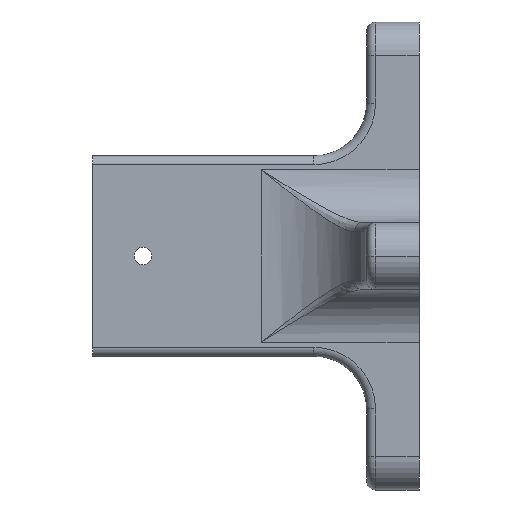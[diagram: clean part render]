
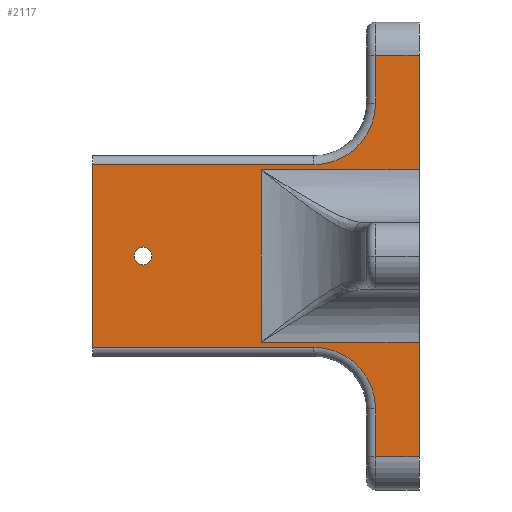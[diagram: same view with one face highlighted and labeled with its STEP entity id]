
A CAD part, left-side view. The second image highlights one B-rep face of the part: STEP entity #2117.
In plain terms, the highlighted planar face has unit normal (-1, 0, 0).
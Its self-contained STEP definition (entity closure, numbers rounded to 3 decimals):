
#14 = ORIENTED_EDGE ( 'NONE', *, *, #1755, .T. ) ;
#32 = CARTESIAN_POINT ( 'NONE',  ( -6.35, 62., 17.35 ) ) ;
#53 = EDGE_CURVE ( 'NONE', #210, #891, #573, .T. ) ;
#100 = DIRECTION ( 'NONE',  ( 0., 0., -1. ) ) ;
#113 = EDGE_CURVE ( 'NONE', #990, #1134, #1764, .T. ) ;
#137 = VECTOR ( 'NONE', #1347, 1000. ) ;
#143 = ORIENTED_EDGE ( 'NONE', *, *, #617, .T. ) ;
#154 = LINE ( 'NONE', #1558, #2292 ) ;
#172 = CARTESIAN_POINT ( 'NONE',  ( -6.35, 0., 16.35 ) ) ;
#210 = VERTEX_POINT ( 'NONE', #1836 ) ;
#219 = EDGE_CURVE ( 'NONE', #891, #1483, #1378, .T. ) ;
#226 = DIRECTION ( 'NONE',  ( 0., 1., 0. ) ) ;
#279 = EDGE_CURVE ( 'NONE', #452, #1644, #154, .T. ) ;
#295 = VECTOR ( 'NONE', #226, 1000. ) ;
#306 = EDGE_CURVE ( 'NONE', #1250, #714, #2099, .T. ) ;
#320 = VECTOR ( 'NONE', #324, 1000. ) ;
#324 = DIRECTION ( 'NONE',  ( 0., 0., -1. ) ) ;
#332 = DIRECTION ( 'NONE',  ( 1., 0., 0. ) ) ;
#337 = CARTESIAN_POINT ( 'NONE',  ( -6.35, 62., 19.05 ) ) ;
#351 = CARTESIAN_POINT ( 'NONE',  ( -6.35, 20., 29.05 ) ) ;
#383 = ORIENTED_EDGE ( 'NONE', *, *, #1514, .T. ) ;
#386 = ORIENTED_EDGE ( 'NONE', *, *, #699, .T. ) ;
#390 = CARTESIAN_POINT ( 'NONE',  ( -6.35, 52.475, 1.65 ) ) ;
#395 = ORIENTED_EDGE ( 'NONE', *, *, #2254, .T. ) ;
#423 = CARTESIAN_POINT ( 'NONE',  ( -6.35, 62., 17.35 ) ) ;
#452 = VERTEX_POINT ( 'NONE', #2230 ) ;
#462 = FACE_OUTER_BOUND ( 'NONE', #1749, .T. ) ;
#484 = LINE ( 'NONE', #498, #1975 ) ;
#498 = CARTESIAN_POINT ( 'NONE',  ( -6.35, 62., -38.1 ) ) ;
#531 = ORIENTED_EDGE ( 'NONE', *, *, #306, .T. ) ;
#533 = EDGE_CURVE ( 'NONE', #1134, #990, #1809, .T. ) ;
#573 = LINE ( 'NONE', #1286, #295 ) ;
#617 = EDGE_CURVE ( 'NONE', #2203, #1728, #1220, .T. ) ;
#622 = ORIENTED_EDGE ( 'NONE', *, *, #1901, .T. ) ;
#646 = CARTESIAN_POINT ( 'NONE',  ( -6.35, 20., -17.35 ) ) ;
#699 = EDGE_CURVE ( 'NONE', #954, #834, #1035, .T. ) ;
#714 = VERTEX_POINT ( 'NONE', #2110 ) ;
#775 = DIRECTION ( 'NONE',  ( 1., 0., 0. ) ) ;
#781 = CARTESIAN_POINT ( 'NONE',  ( -6.35, 30., -16.35 ) ) ;
#798 = ORIENTED_EDGE ( 'NONE', *, *, #1745, .T. ) ;
#817 = VERTEX_POINT ( 'NONE', #1155 ) ;
#827 = CIRCLE ( 'NONE', #1040, 11.7 ) ;
#834 = VERTEX_POINT ( 'NONE', #1537 ) ;
#847 = CARTESIAN_POINT ( 'NONE',  ( -6.35, 20., -29.05 ) ) ;
#858 = LINE ( 'NONE', #2107, #1442 ) ;
#891 = VERTEX_POINT ( 'NONE', #781 ) ;
#931 = VECTOR ( 'NONE', #1502, 1000. ) ;
#954 = VERTEX_POINT ( 'NONE', #1029 ) ;
#955 = CARTESIAN_POINT ( 'NONE',  ( -6.35, 62., -17.35 ) ) ;
#968 = CARTESIAN_POINT ( 'NONE',  ( -6.35, 52.475, 0. ) ) ;
#990 = VERTEX_POINT ( 'NONE', #2302 ) ;
#1029 = CARTESIAN_POINT ( 'NONE',  ( -6.35, 8.3, -29.05 ) ) ;
#1035 = LINE ( 'NONE', #1232, #2257 ) ;
#1040 = AXIS2_PLACEMENT_3D ( 'NONE', #847, #1888, #2256 ) ;
#1041 = VERTEX_POINT ( 'NONE', #2097 ) ;
#1059 = VECTOR ( 'NONE', #2095, 1000. ) ;
#1097 = DIRECTION ( 'NONE',  ( 0., 1., 0. ) ) ;
#1098 = ORIENTED_EDGE ( 'NONE', *, *, #1402, .T. ) ;
#1113 = ORIENTED_EDGE ( 'NONE', *, *, #279, .F. ) ;
#1134 = VERTEX_POINT ( 'NONE', #390 ) ;
#1155 = CARTESIAN_POINT ( 'NONE',  ( -6.35, 20., 17.35 ) ) ;
#1169 = CARTESIAN_POINT ( 'NONE',  ( -6.35, 30., 16.35 ) ) ;
#1191 = PLANE ( 'NONE',  #1341 ) ;
#1220 = LINE ( 'NONE', #1406, #1059 ) ;
#1232 = CARTESIAN_POINT ( 'NONE',  ( -6.35, 8.3, 19.05 ) ) ;
#1249 = AXIS2_PLACEMENT_3D ( 'NONE', #1865, #775, #100 ) ;
#1250 = VERTEX_POINT ( 'NONE', #1497 ) ;
#1270 = ORIENTED_EDGE ( 'NONE', *, *, #53, .T. ) ;
#1286 = CARTESIAN_POINT ( 'NONE',  ( -6.35, 30., -16.35 ) ) ;
#1328 = DIRECTION ( 'NONE',  ( 1., 0., 0. ) ) ;
#1330 = DIRECTION ( 'NONE',  ( 0., -1., 0. ) ) ;
#1341 = AXIS2_PLACEMENT_3D ( 'NONE', #337, #1397, #1748 ) ;
#1347 = DIRECTION ( 'NONE',  ( 0., 0., 1. ) ) ;
#1377 = VECTOR ( 'NONE', #1097, 1000. ) ;
#1378 = LINE ( 'NONE', #1915, #1955 ) ;
#1397 = DIRECTION ( 'NONE',  ( 1., 0., 0. ) ) ;
#1402 = EDGE_CURVE ( 'NONE', #1728, #1250, #2071, .T. ) ;
#1404 = AXIS2_PLACEMENT_3D ( 'NONE', #351, #332, #2130 ) ;
#1406 = CARTESIAN_POINT ( 'NONE',  ( -6.35, 0., 19.05 ) ) ;
#1442 = VECTOR ( 'NONE', #1906, 1000. ) ;
#1483 = VERTEX_POINT ( 'NONE', #1169 ) ;
#1490 = CARTESIAN_POINT ( 'NONE',  ( -6.35, 62., 38.1 ) ) ;
#1497 = CARTESIAN_POINT ( 'NONE',  ( -6.35, 8.3, 38.1 ) ) ;
#1502 = DIRECTION ( 'NONE',  ( 0., 1., 0. ) ) ;
#1514 = EDGE_CURVE ( 'NONE', #452, #1802, #1701, .T. ) ;
#1537 = CARTESIAN_POINT ( 'NONE',  ( -6.35, 8.3, -38.1 ) ) ;
#1540 = DIRECTION ( 'NONE',  ( 0., -1., 0. ) ) ;
#1558 = CARTESIAN_POINT ( 'NONE',  ( -6.35, 62., 19.05 ) ) ;
#1593 = LINE ( 'NONE', #32, #1377 ) ;
#1611 = EDGE_LOOP ( 'NONE', ( #1980, #2142 ) ) ;
#1629 = ORIENTED_EDGE ( 'NONE', *, *, #219, .T. ) ;
#1644 = VERTEX_POINT ( 'NONE', #423 ) ;
#1694 = ORIENTED_EDGE ( 'NONE', *, *, #1774, .T. ) ;
#1701 = LINE ( 'NONE', #955, #1718 ) ;
#1715 = CARTESIAN_POINT ( 'NONE',  ( -6.35, 0., 19.05 ) ) ;
#1718 = VECTOR ( 'NONE', #1330, 1000. ) ;
#1726 = DIRECTION ( 'NONE',  ( 0., 0., -1. ) ) ;
#1728 = VERTEX_POINT ( 'NONE', #2265 ) ;
#1745 = EDGE_CURVE ( 'NONE', #834, #1041, #484, .T. ) ;
#1748 = DIRECTION ( 'NONE',  ( 0., 0., -1. ) ) ;
#1749 = EDGE_LOOP ( 'NONE', ( #1113, #383, #14, #386, #798, #1883, #1270, #1629, #1694, #143, #1098, #531, #622, #395 ) ) ;
#1753 = DIRECTION ( 'NONE',  ( 0., 0., 1. ) ) ;
#1755 = EDGE_CURVE ( 'NONE', #1802, #954, #827, .T. ) ;
#1764 = CIRCLE ( 'NONE', #1249, 1.65 ) ;
#1774 = EDGE_CURVE ( 'NONE', #1483, #2203, #858, .T. ) ;
#1802 = VERTEX_POINT ( 'NONE', #646 ) ;
#1809 = CIRCLE ( 'NONE', #2002, 1.65 ) ;
#1836 = CARTESIAN_POINT ( 'NONE',  ( -6.35, 0., -16.35 ) ) ;
#1865 = CARTESIAN_POINT ( 'NONE',  ( -6.35, 52.475, 0. ) ) ;
#1883 = ORIENTED_EDGE ( 'NONE', *, *, #2120, .T. ) ;
#1888 = DIRECTION ( 'NONE',  ( 1., 0., 0. ) ) ;
#1901 = EDGE_CURVE ( 'NONE', #714, #817, #2269, .T. ) ;
#1905 = FACE_BOUND ( 'NONE', #1611, .T. ) ;
#1906 = DIRECTION ( 'NONE',  ( 0., -1., 0. ) ) ;
#1915 = CARTESIAN_POINT ( 'NONE',  ( -6.35, 30., 19.05 ) ) ;
#1925 = CARTESIAN_POINT ( 'NONE',  ( -6.35, 8.3, 29.05 ) ) ;
#1955 = VECTOR ( 'NONE', #2190, 1000. ) ;
#1975 = VECTOR ( 'NONE', #1540, 1000. ) ;
#1980 = ORIENTED_EDGE ( 'NONE', *, *, #113, .T. ) ;
#2002 = AXIS2_PLACEMENT_3D ( 'NONE', #968, #1328, #2043 ) ;
#2043 = DIRECTION ( 'NONE',  ( 0., 0., -1. ) ) ;
#2071 = LINE ( 'NONE', #1490, #931 ) ;
#2082 = LINE ( 'NONE', #1715, #137 ) ;
#2095 = DIRECTION ( 'NONE',  ( 0., 0., 1. ) ) ;
#2097 = CARTESIAN_POINT ( 'NONE',  ( -6.35, 0., -38.1 ) ) ;
#2099 = LINE ( 'NONE', #1925, #320 ) ;
#2107 = CARTESIAN_POINT ( 'NONE',  ( -6.35, 0., 16.35 ) ) ;
#2110 = CARTESIAN_POINT ( 'NONE',  ( -6.35, 8.3, 29.05 ) ) ;
#2117 = ADVANCED_FACE ( 'NONE', ( #1905, #462 ), #1191, .F. ) ;
#2120 = EDGE_CURVE ( 'NONE', #1041, #210, #2082, .T. ) ;
#2130 = DIRECTION ( 'NONE',  ( 0., 0., -1. ) ) ;
#2142 = ORIENTED_EDGE ( 'NONE', *, *, #533, .T. ) ;
#2190 = DIRECTION ( 'NONE',  ( 0., 0., 1. ) ) ;
#2203 = VERTEX_POINT ( 'NONE', #172 ) ;
#2230 = CARTESIAN_POINT ( 'NONE',  ( -6.35, 62., -17.35 ) ) ;
#2254 = EDGE_CURVE ( 'NONE', #817, #1644, #1593, .T. ) ;
#2256 = DIRECTION ( 'NONE',  ( 0., 0., -1. ) ) ;
#2257 = VECTOR ( 'NONE', #1726, 1000. ) ;
#2265 = CARTESIAN_POINT ( 'NONE',  ( -6.35, 0., 38.1 ) ) ;
#2269 = CIRCLE ( 'NONE', #1404, 11.7 ) ;
#2292 = VECTOR ( 'NONE', #1753, 1000. ) ;
#2302 = CARTESIAN_POINT ( 'NONE',  ( -6.35, 52.475, -1.65 ) ) ;
